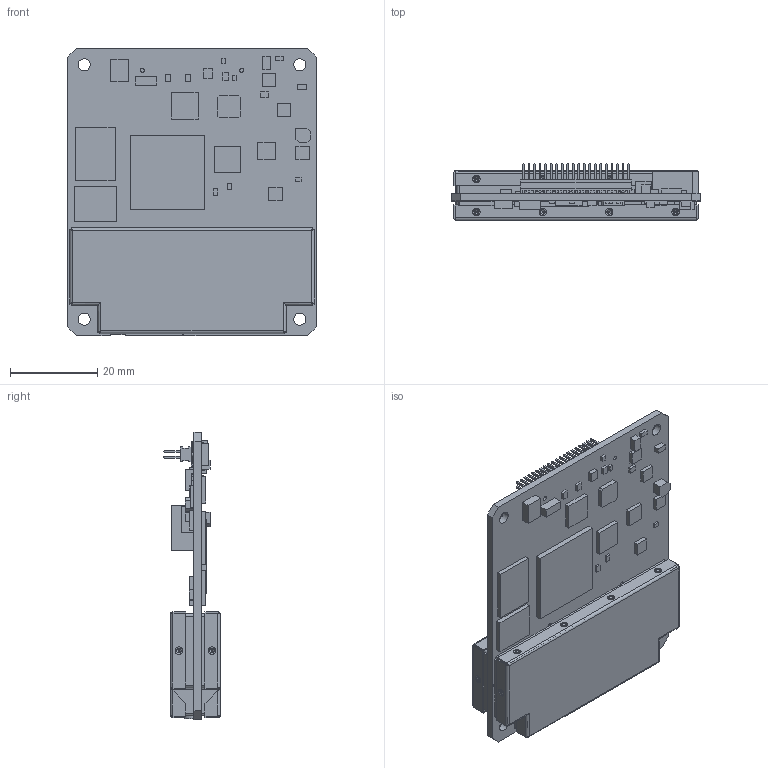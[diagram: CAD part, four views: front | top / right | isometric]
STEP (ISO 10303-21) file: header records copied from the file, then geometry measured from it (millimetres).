
FILE_DESCRIPTION((''),'2;1');
FILE_NAME('05-571411-02_TR-G2T_HDA_NO_5V_ASM','2021-07-28T17:55:41',('BShumkin'),(''),'CREO PARAMETRIC BY PTC INC, 2020074','CREO PARAMETRIC BY PTC INC, 2020074','');
FILE_SCHEMA(('AP242_MANAGED_MODEL_BASED_3D_ENGINEERING_MIM_LF { 1 0 10303 442 1 1 4 }'));
Length unit declared in the file: inch
Products named in the file (7): 06-571411-0X_TR-G2T_HDA_PCB; 09-571401-01_TR-G2T_TOP_WALL; 09-571401-02_TR-G2T_BTM_WALL; 09-571401-03_TR-G2T_TOP_CAP; 280103LF_MMCX_PCB_JACK_EM; 285353LF_HDR_2X20__05_V_SM; 05-571411-02_TR-G2T_HDA_NO_5V_ASM
Assembly tree (7 placements, depth 2):
  05-571411-02_TR-G2T_HDA_NO_5V_ASM
    06-571411-0X_TR-G2T_HDA_PCB
    09-571401-01_TR-G2T_TOP_WALL
    09-571401-02_TR-G2T_BTM_WALL
    09-571401-03_TR-G2T_TOP_CAP  x2
    280103LF_MMCX_PCB_JACK_EM
    285353LF_HDR_2X20__05_V_SM
Bounding box: 57.15 x 13.06 x 66.04 mm (x, y, z)
Volume: 10407.8 mm3; surface area: 20641.2 mm2
Topology: 9 solids, 29 shells, 2143 faces, 5039 edges, 3044 vertices
Faces by surface type: plane 1698, cylinder 195, cone 74, torus 72, sphere 72, bspline 32
Entity records: 80183 total; most frequent: CARTESIAN_POINT 10518, ORIENTED_EDGE 9186, DIRECTION 8989, PRESENTATION_STYLE_ASSIGNMENT 5756, STYLED_ITEM 4601, CURVE_STYLE 4593, EDGE_CURVE 4593, VECTOR 4047
